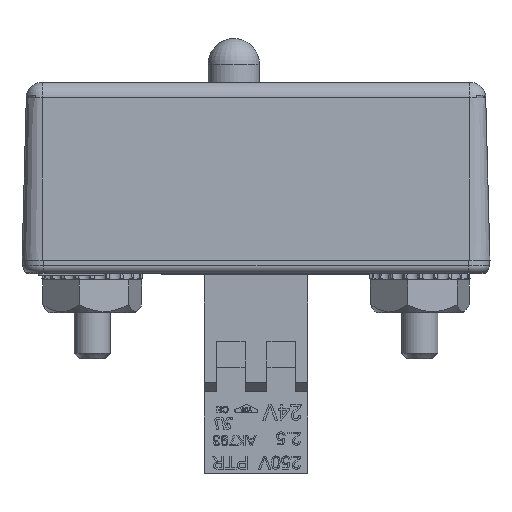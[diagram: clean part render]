
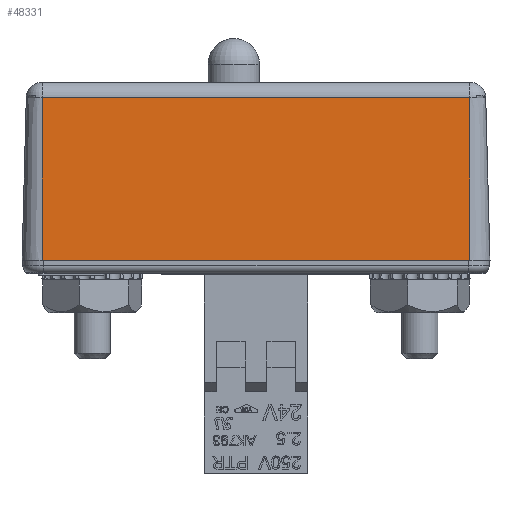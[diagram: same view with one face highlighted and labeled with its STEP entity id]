
A CAD part, left-side view. The second image highlights one B-rep face of the part: STEP entity #48331.
In plain terms, the highlighted face is planar.
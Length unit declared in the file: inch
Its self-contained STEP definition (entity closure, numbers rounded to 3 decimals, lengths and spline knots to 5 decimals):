
#466 = CARTESIAN_POINT ( 'NONE',  ( -1.56403, 0.05843, 0.815 ) ) ;
#544 = LINE ( 'NONE', #34635, #47318 ) ;
#7867 = DIRECTION ( 'NONE',  ( 0., 0., 1. ) ) ;
#8137 = FACE_OUTER_BOUND ( 'NONE', #54451, .T. ) ;
#12834 = VECTOR ( 'NONE', #56498, 39.37008 ) ;
#13151 = DIRECTION ( 'NONE',  ( 0.026, -1., 0. ) ) ;
#14668 = CARTESIAN_POINT ( 'NONE',  ( -1.56403, 0.05843, 0.815 ) ) ;
#17580 = CARTESIAN_POINT ( 'NONE',  ( -1.58031, 0.68, 0.815 ) ) ;
#19804 = CARTESIAN_POINT ( 'NONE',  ( -1.5625, 0., 0.815 ) ) ;
#20052 = DIRECTION ( 'NONE',  ( 0.026, -1., 0. ) ) ;
#21025 = VERTEX_POINT ( 'NONE', #74088 ) ;
#21468 = VERTEX_POINT ( 'NONE', #17580 ) ;
#21869 = CARTESIAN_POINT ( 'NONE',  ( -1.56403, 0.05843, -0.815 ) ) ;
#31359 = CARTESIAN_POINT ( 'NONE',  ( -1.58031, 0.68, -0.815 ) ) ;
#31791 = DIRECTION ( 'NONE',  ( -1., -0.026, 0. ) ) ;
#34635 = CARTESIAN_POINT ( 'NONE',  ( -1.5625, 0., -0.815 ) ) ;
#35495 = VERTEX_POINT ( 'NONE', #21869 ) ;
#41904 = EDGE_CURVE ( 'NONE', #35495, #68740, #42113, .T. ) ;
#42113 = LINE ( 'NONE', #14668, #12834 ) ;
#42148 = ORIENTED_EDGE ( 'NONE', *, *, #62264, .F. ) ;
#44040 = EDGE_CURVE ( 'NONE', #21025, #21468, #50701, .T. ) ;
#47318 = VECTOR ( 'NONE', #75280, 39.37008 ) ;
#48331 = ADVANCED_FACE ( 'NONE', ( #8137 ), #73435, .T. ) ;
#50701 = LINE ( 'NONE', #31359, #56248 ) ;
#54393 = VECTOR ( 'NONE', #13151, 39.37008 ) ;
#54451 = EDGE_LOOP ( 'NONE', ( #68117, #75878, #42148, #71855 ) ) ;
#56248 = VECTOR ( 'NONE', #7867, 39.37008 ) ;
#56498 = DIRECTION ( 'NONE',  ( 0., 0., 1. ) ) ;
#59781 = EDGE_CURVE ( 'NONE', #21025, #35495, #544, .T. ) ;
#62264 = EDGE_CURVE ( 'NONE', #21468, #68740, #70939, .T. ) ;
#68117 = ORIENTED_EDGE ( 'NONE', *, *, #59781, .T. ) ;
#68740 = VERTEX_POINT ( 'NONE', #466 ) ;
#70939 = LINE ( 'NONE', #73689, #54393 ) ;
#71855 = ORIENTED_EDGE ( 'NONE', *, *, #44040, .F. ) ;
#72741 = AXIS2_PLACEMENT_3D ( 'NONE', #19804, #31791, #20052 ) ;
#73435 = PLANE ( 'NONE',  #72741 ) ;
#73689 = CARTESIAN_POINT ( 'NONE',  ( -1.5625, 0., 0.815 ) ) ;
#74088 = CARTESIAN_POINT ( 'NONE',  ( -1.58031, 0.68, -0.815 ) ) ;
#75280 = DIRECTION ( 'NONE',  ( 0.026, -1., 0. ) ) ;
#75878 = ORIENTED_EDGE ( 'NONE', *, *, #41904, .T. ) ;
